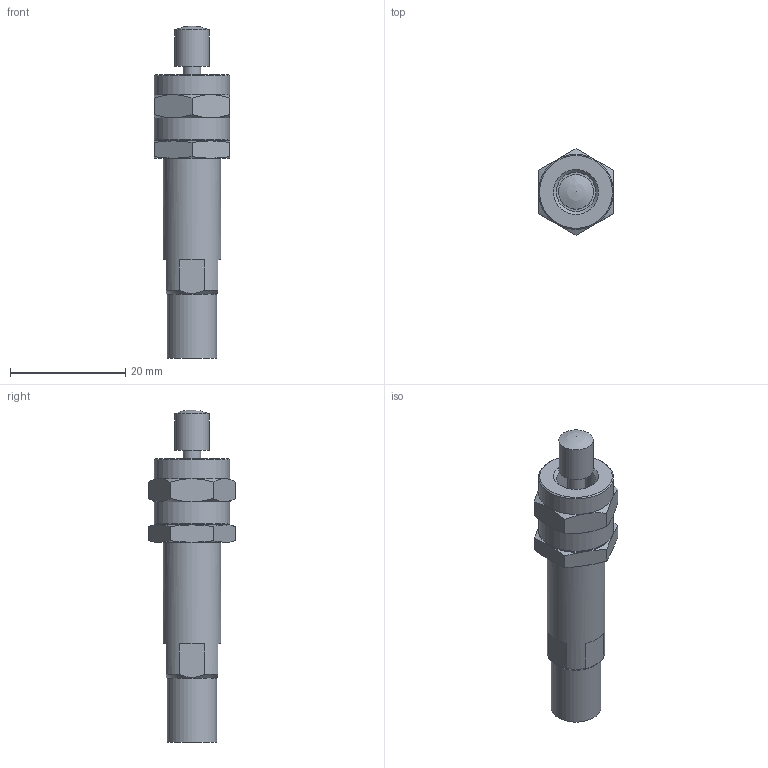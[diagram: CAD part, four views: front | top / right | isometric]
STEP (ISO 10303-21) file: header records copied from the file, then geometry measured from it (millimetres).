
FILE_DESCRIPTION(/* description */ ('STEP AP214'),/* implementation_level */ '2;1');
FILE_NAME(/* name */ '540346_YSRW-DGC-18-GF',/* time_stamp */ '2024-09-18T11:09:07+02:00',/* author */ ('License CC BY-ND 4.0'),/* organization */ ('CADENAS'),/* preprocessor_version */ 'ST-DEVELOPER v19.3',/* originating_system */ 'PARTsolutions',/* authorisation */ ' ');
FILE_SCHEMA (('AUTOMOTIVE_DESIGN {1 0 10303 214 3 1 1}'));
Length unit declared in the file: millimetre
Products named in the file (3): 540346 YSRW-DGC-18-GF---(9.2); 191193 YSRW-7-10---(9.201); 532446 DGC-18---(AGF)
Assembly tree (2 placements, depth 2):
  540346 YSRW-DGC-18-GF---(9.2)
    191193 YSRW-7-10---(9.201)
    532446 DGC-18---(AGF)
Bounding box: 13 x 15.01 x 57.5 mm (x, y, z)
Volume: 4485.9 mm3; surface area: 2860.1 mm2
Topology: 2 solids, 2 shells, 74 faces, 161 edges, 94 vertices
Faces by surface type: cone 33, plane 27, cylinder 10, torus 3, sphere 1
Full cylindrical faces by diameter (mm): 3 x1, 6 x1, 6.8 x1, 8.6 x1, 8.917 x2, 10 x1, 10.2 x1, 13 x2
Entity records: 1967 total; most frequent: CARTESIAN_POINT 461, DIRECTION 294, ORIENTED_EDGE 268, AXIS2_PLACEMENT_3D 135, EDGE_CURVE 134, EDGE_LOOP 102, FACE_BOUND 102, VERTEX_POINT 90
